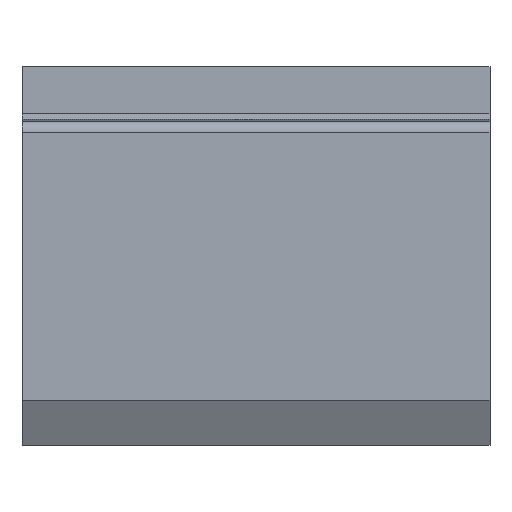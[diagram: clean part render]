
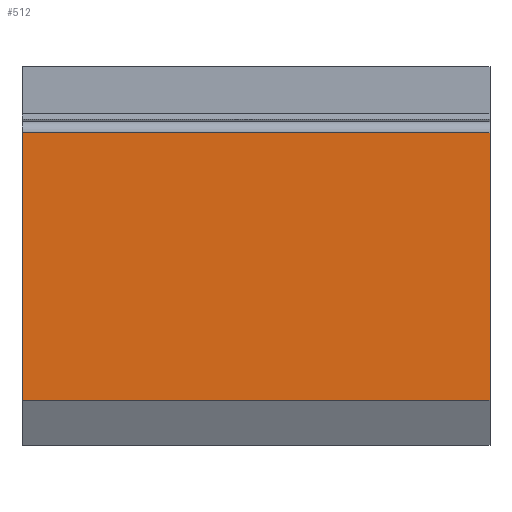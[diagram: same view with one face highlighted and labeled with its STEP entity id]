
A CAD part, top view. The second image highlights one B-rep face of the part: STEP entity #512.
In plain terms, the highlighted planar face has unit normal (0, 0, 1).
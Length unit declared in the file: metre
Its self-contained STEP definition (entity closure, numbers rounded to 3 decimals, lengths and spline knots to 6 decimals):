
#150=ORIENTED_EDGE('',*,*,#228,.T.);
#151=ORIENTED_EDGE('',*,*,#231,.T.);
#152=ORIENTED_EDGE('',*,*,#232,.F.);
#153=ORIENTED_EDGE('',*,*,#225,.T.);
#225=EDGE_CURVE('',#271,#273,#317,.T.);
#228=EDGE_CURVE('',#273,#275,#320,.T.);
#231=EDGE_CURVE('',#275,#277,#323,.F.);
#232=EDGE_CURVE('',#271,#277,#324,.F.);
#271=VERTEX_POINT('',#847);
#273=VERTEX_POINT('',#851);
#275=VERTEX_POINT('',#857);
#277=VERTEX_POINT('',#863);
#317=LINE('',#852,#365);
#320=LINE('',#858,#368);
#323=LINE('',#864,#371);
#324=LINE('',#866,#372);
#365=VECTOR('',#706,1.);
#368=VECTOR('',#711,1.);
#371=VECTOR('',#716,1.);
#372=VECTOR('',#719,1.);
#412=EDGE_LOOP('',(#150,#151,#152,#153));
#456=FACE_BOUND('',#412,.T.);
#482=PLANE('',#581);
#512=ADVANCED_FACE('',(#456),#482,.T.);
#581=AXIS2_PLACEMENT_3D('',#865,#717,#718);
#706=DIRECTION('',(0.,-1.,0.));
#711=DIRECTION('',(1.,0.,0.));
#716=DIRECTION('',(0.,-1.,0.));
#717=DIRECTION('',(0.,0.,1.));
#718=DIRECTION('',(1.,0.,0.));
#719=DIRECTION('',(-1.,0.,0.));
#847=CARTESIAN_POINT('',(0.,0.162922,0.984808));
#851=CARTESIAN_POINT('',(0.,0.020073,0.984808));
#852=CARTESIAN_POINT('',(0.,0.152862,0.984808));
#857=CARTESIAN_POINT('',(0.25,0.020073,0.984808));
#858=CARTESIAN_POINT('',(0.,0.020073,0.984808));
#863=CARTESIAN_POINT('',(0.25,0.162922,0.984808));
#864=CARTESIAN_POINT('',(0.25,0.152862,0.984808));
#865=CARTESIAN_POINT('',(0.,0.152862,0.984808));
#866=CARTESIAN_POINT('',(0.,0.162922,0.984808));
